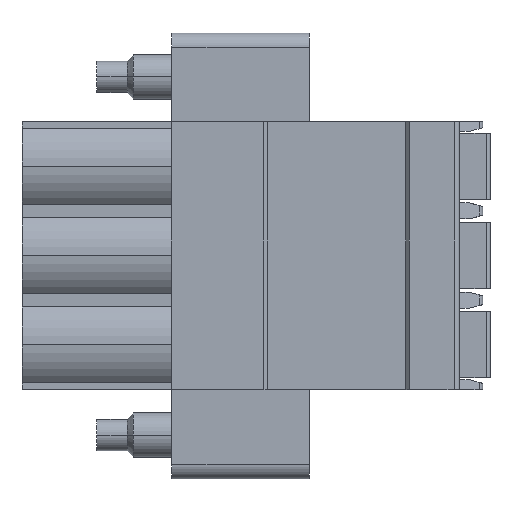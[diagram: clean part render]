
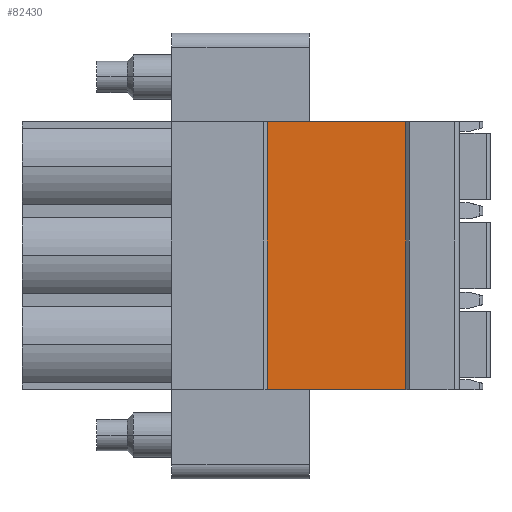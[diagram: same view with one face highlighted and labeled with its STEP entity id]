
A CAD part, front view. The second image highlights one B-rep face of the part: STEP entity #82430.
In plain terms, the highlighted planar face has unit normal (0, -1, 0).
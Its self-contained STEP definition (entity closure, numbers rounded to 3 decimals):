
#24600=CARTESIAN_POINT('',(39.814,12.51,
-1.515));
#24610=VERTEX_POINT('',#24600);
#24640=CARTESIAN_POINT('',(32.497,12.51,
-1.515));
#24650=DIRECTION('',(1.,0.,0.));
#24660=VECTOR('',#24650,1.);
#24670=LINE('',#24640,#24660);
#24680=CARTESIAN_POINT('',(32.064,12.51,
-1.515));
#24690=VERTEX_POINT('',#24680);
#24700=EDGE_CURVE('',#24690,#24610,#24670,.T.);
#59240=CARTESIAN_POINT('',(39.814,12.51,
-16.515));
#59250=VERTEX_POINT('',#59240);
#59280=CARTESIAN_POINT('',(39.814,12.51,
-9.276));
#59290=DIRECTION('',(0.,0.,1.));
#59300=VECTOR('',#59290,1.);
#59310=LINE('',#59280,#59300);
#59320=EDGE_CURVE('',#59250,#24610,#59310,.T.);
#82200=CARTESIAN_POINT('',(37.743,12.51,
3.461));
#82210=DIRECTION('',(0.,-1.,0.));
#82220=DIRECTION('',(1.,0.,0.));
#82230=AXIS2_PLACEMENT_3D('',#82200,#82210,#82220);
#82240=PLANE('',#82230);
#82250=ORIENTED_EDGE('',*,*,#24700,.F.);
#82260=ORIENTED_EDGE('',*,*,#59320,.T.);
#82270=CARTESIAN_POINT('',(32.497,12.51,
-16.515));
#82280=DIRECTION('',(-1.,0.,0.));
#82290=VECTOR('',#82280,1.);
#82300=LINE('',#82270,#82290);
#82310=CARTESIAN_POINT('',(32.064,12.51,
-16.515));
#82320=VERTEX_POINT('',#82310);
#82330=EDGE_CURVE('',#59250,#82320,#82300,.T.);
#82340=ORIENTED_EDGE('',*,*,#82330,.F.);
#82350=CARTESIAN_POINT('',(32.064,12.51,
-4.276));
#82360=DIRECTION('',(0.,0.,-1.));
#82370=VECTOR('',#82360,1.);
#82380=LINE('',#82350,#82370);
#82390=EDGE_CURVE('',#24690,#82320,#82380,.T.);
#82400=ORIENTED_EDGE('',*,*,#82390,.T.);
#82410=EDGE_LOOP('',(#82400,#82340,#82260,#82250));
#82420=FACE_OUTER_BOUND('',#82410,.T.);
#82430=ADVANCED_FACE('',(#82420),#82240,.T.);
